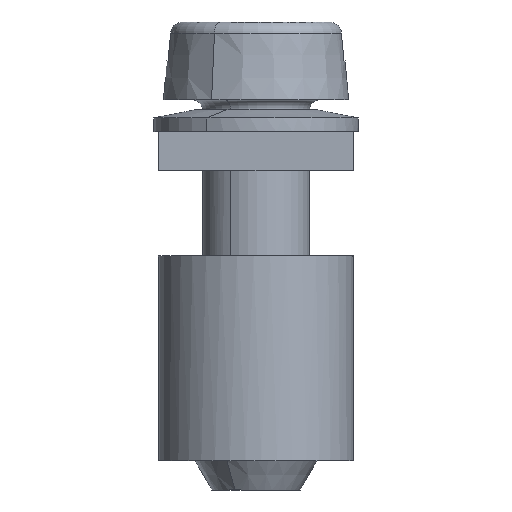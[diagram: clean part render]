
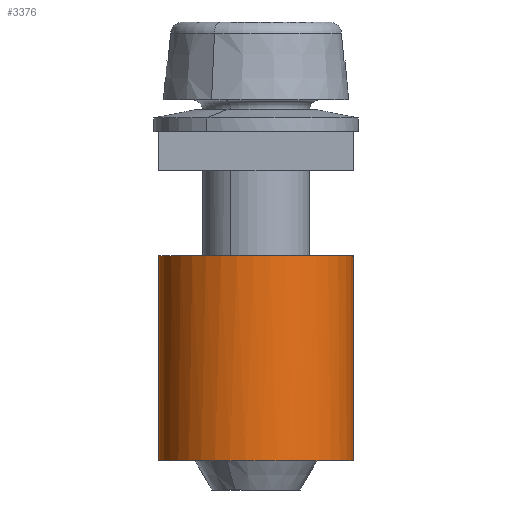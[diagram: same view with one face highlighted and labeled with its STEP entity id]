
A CAD part, left-side view. The second image highlights one B-rep face of the part: STEP entity #3376.
In plain terms, the highlighted cylindrical face has radius 2 mm (diameter 4 mm), a partial arc.
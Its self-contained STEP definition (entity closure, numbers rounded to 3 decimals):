
#3313=AXIS2_PLACEMENT_3D('Circle Axis2P3D',#3311,#3312,$) ;
#3320=AXIS2_PLACEMENT_3D('Circle Axis2P3D',#3318,#3319,$) ;
#3335=AXIS2_PLACEMENT_3D('Cylinder Axis2P3D',#3332,#3333,#3334) ;
#3250=CARTESIAN_POINT('Line Origine',(2.4,0.103,2.7)) ;
#3254=CARTESIAN_POINT('Vertex',(2.4,0.103,0.6)) ;
#3256=CARTESIAN_POINT('Vertex',(2.4,0.103,4.8)) ;
#3308=CARTESIAN_POINT('Vertex',(2.6,0.103,4.8)) ;
#3311=CARTESIAN_POINT('Axis2P3D Location',(2.5,2.1,4.8)) ;
#3315=CARTESIAN_POINT('Vertex',(2.5,4.1,4.8)) ;
#3318=CARTESIAN_POINT('Axis2P3D Location',(2.5,2.1,4.8)) ;
#3332=CARTESIAN_POINT('Axis2P3D Location',(2.5,2.1,2.7)) ;
#3338=CARTESIAN_POINT('Control Point',(2.5,4.1,0.6)) ;
#3339=CARTESIAN_POINT('Control Point',(1.882,4.1,0.6)) ;
#3340=CARTESIAN_POINT('Control Point',(1.263,3.861,0.6)) ;
#3341=CARTESIAN_POINT('Control Point',(0.77,3.38,0.6)) ;
#3342=CARTESIAN_POINT('Control Point',(0.262,2.156,0.6)) ;
#3343=CARTESIAN_POINT('Control Point',(0.709,0.908,0.6)) ;
#3344=CARTESIAN_POINT('Control Point',(1.177,0.403,0.6)) ;
#3345=CARTESIAN_POINT('Control Point',(1.782,0.133,0.6)) ;
#3346=CARTESIAN_POINT('Control Point',(2.4,0.103,0.6)) ;
#3347=CARTESIAN_POINT('Vertex',(2.5,4.1,0.6)) ;
#3350=CARTESIAN_POINT('Line Origine',(2.6,0.103,2.7)) ;
#3354=CARTESIAN_POINT('Vertex',(2.6,0.103,0.6)) ;
#3358=CARTESIAN_POINT('Control Point',(2.6,0.103,0.6)) ;
#3359=CARTESIAN_POINT('Control Point',(3.218,0.133,0.6)) ;
#3360=CARTESIAN_POINT('Control Point',(3.823,0.403,0.6)) ;
#3361=CARTESIAN_POINT('Control Point',(4.291,0.908,0.6)) ;
#3362=CARTESIAN_POINT('Control Point',(4.738,2.156,0.6)) ;
#3363=CARTESIAN_POINT('Control Point',(4.23,3.38,0.6)) ;
#3364=CARTESIAN_POINT('Control Point',(3.737,3.861,0.6)) ;
#3365=CARTESIAN_POINT('Control Point',(3.118,4.1,0.6)) ;
#3366=CARTESIAN_POINT('Control Point',(2.5,4.1,0.6)) ;
#3251=DIRECTION('Vector Direction',(0.,0.,1.)) ;
#3312=DIRECTION('Axis2P3D Direction',(0.,0.,1.)) ;
#3319=DIRECTION('Axis2P3D Direction',(0.,0.,1.)) ;
#3333=DIRECTION('Axis2P3D Direction',(0.,0.,1.)) ;
#3334=DIRECTION('Axis2P3D XDirection',(0.,-1.,0.)) ;
#3351=DIRECTION('Vector Direction',(0.,0.,1.)) ;
#3252=VECTOR('Line Direction',#3251,1.) ;
#3352=VECTOR('Line Direction',#3351,1.) ;
#3369=ORIENTED_EDGE('',*,*,#3349,.T.) ;
#3370=ORIENTED_EDGE('',*,*,#3258,.T.) ;
#3371=ORIENTED_EDGE('',*,*,#3322,.F.) ;
#3372=ORIENTED_EDGE('',*,*,#3317,.F.) ;
#3373=ORIENTED_EDGE('',*,*,#3356,.F.) ;
#3374=ORIENTED_EDGE('',*,*,#3367,.T.) ;
#3376=ADVANCED_FACE('VH 4.2/4/2.8 DLI.2\\Body.3',(#3375),#3336,.T.) ;
#3337=B_SPLINE_CURVE_WITH_KNOTS('',5,(#3338,#3339,#3340,#3341,#3342,#3343,#3344,#3345,#3346),.UNSPECIFIED.,.F.,.U.,(6,3,6),(-3.092,0.,3.092),.UNSPECIFIED.) ;
#3357=B_SPLINE_CURVE_WITH_KNOTS('',5,(#3358,#3359,#3360,#3361,#3362,#3363,#3364,#3365,#3366),.UNSPECIFIED.,.F.,.U.,(6,3,6),(-3.092,0.,3.092),.UNSPECIFIED.) ;
#3314=CIRCLE('generated circle',#3313,2.) ;
#3321=CIRCLE('generated circle',#3320,2.) ;
#3336=CYLINDRICAL_SURFACE('generated cylinder',#3335,2.) ;
#3258=EDGE_CURVE('',#3255,#3257,#3253,.T.) ;
#3317=EDGE_CURVE('',#3309,#3316,#3314,.T.) ;
#3322=EDGE_CURVE('',#3316,#3257,#3321,.T.) ;
#3349=EDGE_CURVE('',#3348,#3255,#3337,.T.) ;
#3356=EDGE_CURVE('',#3355,#3309,#3353,.T.) ;
#3367=EDGE_CURVE('',#3355,#3348,#3357,.T.) ;
#3368=EDGE_LOOP('',(#3369,#3370,#3371,#3372,#3373,#3374)) ;
#3375=FACE_OUTER_BOUND('',#3368,.T.) ;
#3253=LINE('Line',#3250,#3252) ;
#3353=LINE('Line',#3350,#3352) ;
#3255=VERTEX_POINT('',#3254) ;
#3257=VERTEX_POINT('',#3256) ;
#3309=VERTEX_POINT('',#3308) ;
#3316=VERTEX_POINT('',#3315) ;
#3348=VERTEX_POINT('',#3347) ;
#3355=VERTEX_POINT('',#3354) ;
